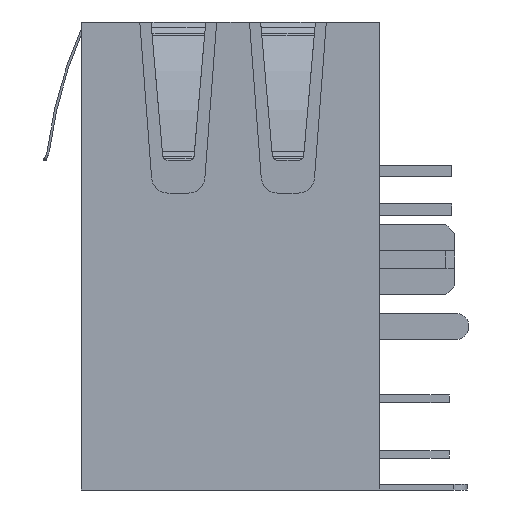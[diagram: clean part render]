
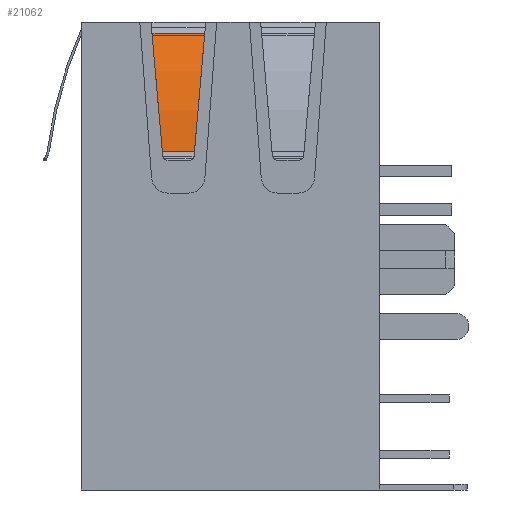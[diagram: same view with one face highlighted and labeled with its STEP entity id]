
A CAD part, left-side view. The second image highlights one B-rep face of the part: STEP entity #21062.
In plain terms, the highlighted cylindrical face has radius 13.399 mm (diameter 26.798 mm), a partial arc.
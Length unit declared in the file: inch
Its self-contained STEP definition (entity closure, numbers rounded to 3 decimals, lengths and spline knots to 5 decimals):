
#1429 = AXIS2_PLACEMENT_3D ( 'NONE', #6515, #6503, #6524 ) ;
#1839 = CARTESIAN_POINT ( 'NONE',  ( -0.69057, 0.40268, 0.18629 ) ) ;
#1846 = CARTESIAN_POINT ( 'NONE',  ( -0.69057, 0.34483, 0.18629 ) ) ;
#1894 = CARTESIAN_POINT ( 'NONE',  ( -0.62736, 0.42122, 0.39817 ) ) ;
#1897 = CARTESIAN_POINT ( 'NONE',  ( -0.62736, 0.32629, 0.39817 ) ) ;
#6503 = DIRECTION ( 'NONE',  ( 0., -1., 0. ) ) ;
#6515 = CARTESIAN_POINT ( 'NONE',  ( -0.1647, 0.42179, 0.14477 ) ) ;
#6524 = DIRECTION ( 'NONE',  ( 0., 0., -1. ) ) ;
#6913 = FACE_OUTER_BOUND ( 'NONE', #12566, .T. ) ;
#6922 = CYLINDRICAL_SURFACE ( 'NONE', #1429, 0.52751 ) ;
#12566 = EDGE_LOOP ( 'NONE', ( #17923, #17924, #17930, #17932 ) ) ;
#13072 = VERTEX_POINT ( 'NONE', #1839 ) ;
#13079 = VERTEX_POINT ( 'NONE', #1846 ) ;
#13127 = VERTEX_POINT ( 'NONE', #1894 ) ;
#13130 = VERTEX_POINT ( 'NONE', #1897 ) ;
#16911 = LINE ( 'NONE', #18342, #16915 ) ;
#16915 = VECTOR ( 'NONE', #18343, 39.37008 ) ;
#17292 = LINE ( 'NONE', #18671, #17298 ) ;
#17298 = VECTOR ( 'NONE', #18673, 39.37008 ) ;
#17923 = ORIENTED_EDGE ( 'NONE', *, *, #23425, .T. ) ;
#17924 = ORIENTED_EDGE ( 'NONE', *, *, #23409, .T. ) ;
#17930 = ORIENTED_EDGE ( 'NONE', *, *, #23433, .T. ) ;
#17932 = ORIENTED_EDGE ( 'NONE', *, *, #23280, .F. ) ;
#18342 = CARTESIAN_POINT ( 'NONE',  ( -0.62736, 0.325, 0.39817 ) ) ;
#18343 = DIRECTION ( 'NONE',  ( 0., -1., 0. ) ) ;
#18671 = CARTESIAN_POINT ( 'NONE',  ( -0.69057, 0.42179, 0.18629 ) ) ;
#18673 = DIRECTION ( 'NONE',  ( 0., -1., 0. ) ) ;
#18692 = CARTESIAN_POINT ( 'NONE',  ( -0.6633, 0.41548, 0.33256 ) ) ;
#18698 = CARTESIAN_POINT ( 'NONE',  ( -0.62736, 0.42122, 0.39817 ) ) ;
#18711 = CARTESIAN_POINT ( 'NONE',  ( -0.68469, 0.40921, 0.26087 ) ) ;
#18712 = CARTESIAN_POINT ( 'NONE',  ( -0.69057, 0.40268, 0.18629 ) ) ;
#18724 = CARTESIAN_POINT ( 'NONE',  ( -0.68469, 0.3383, 0.26087 ) ) ;
#18725 = CARTESIAN_POINT ( 'NONE',  ( -0.69057, 0.34483, 0.18629 ) ) ;
#18732 = CARTESIAN_POINT ( 'NONE',  ( -0.6633, 0.33203, 0.33256 ) ) ;
#18733 = CARTESIAN_POINT ( 'NONE',  ( -0.62736, 0.32629, 0.39817 ) ) ;
#20323 =( BOUNDED_CURVE ( )  B_SPLINE_CURVE ( 3, ( #18725, #18724, #18732, #18733 ),
 .UNSPECIFIED., .F., .F. ) 
 B_SPLINE_CURVE_WITH_KNOTS ( ( 4, 4 ),
 ( 4.79118, 5.21348 ),
 .UNSPECIFIED. ) 
 CURVE ( )  GEOMETRIC_REPRESENTATION_ITEM ( )  RATIONAL_B_SPLINE_CURVE ( ( 1., 0.985, 0.985, 1. ) ) 
 REPRESENTATION_ITEM ( '' )  );
#20325 =( BOUNDED_CURVE ( )  B_SPLINE_CURVE ( 3, ( #18698, #18692, #18711, #18712 ),
 .UNSPECIFIED., .F., .T. ) 
 B_SPLINE_CURVE_WITH_KNOTS ( ( 4, 4 ),
 ( 4.2113, 4.6336 ),
 .UNSPECIFIED. ) 
 CURVE ( )  GEOMETRIC_REPRESENTATION_ITEM ( )  RATIONAL_B_SPLINE_CURVE ( ( 1., 0.985, 0.985, 1. ) ) 
 REPRESENTATION_ITEM ( '' )  );
#21062 = ADVANCED_FACE ( 'NONE', ( #6913 ), #6922, .T. ) ;
#23280 = EDGE_CURVE ( 'NONE', #13127, #13130, #16911, .T. ) ;
#23409 = EDGE_CURVE ( 'NONE', #13072, #13079, #17292, .T. ) ;
#23425 = EDGE_CURVE ( 'NONE', #13127, #13072, #20325, .T. ) ;
#23433 = EDGE_CURVE ( 'NONE', #13079, #13130, #20323, .T. ) ;
